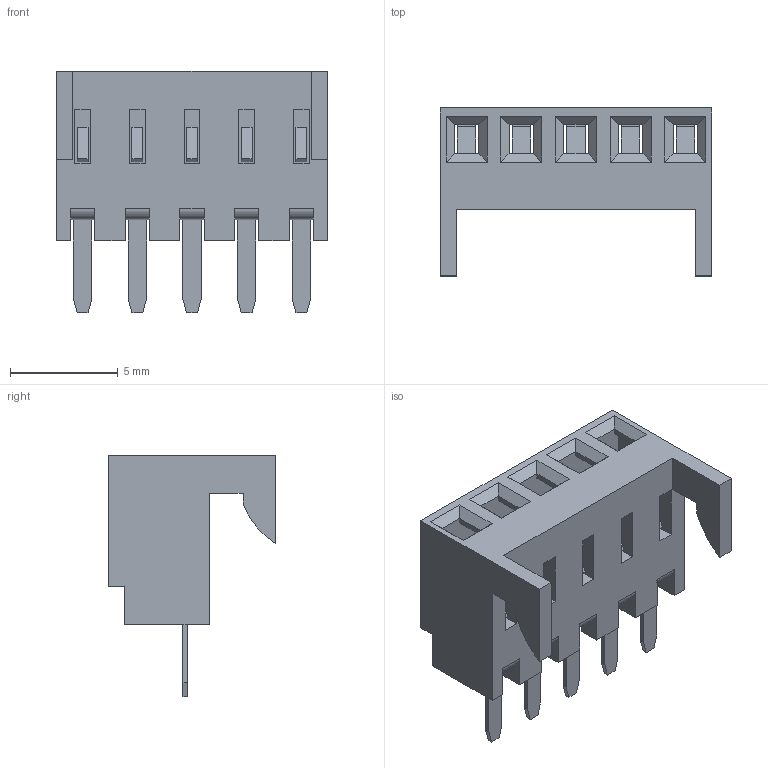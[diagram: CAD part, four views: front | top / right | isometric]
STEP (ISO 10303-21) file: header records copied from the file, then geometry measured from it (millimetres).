
FILE_DESCRIPTION((''),'2;1');
FILE_NAME('022022055','2014-10-13T',('me'),(''),'PRO/ENGINEER BY PARAMETRIC TECHNOLOGY CORPORATION, 2011490','PRO/ENGINEER BY PARAMETRIC TECHNOLOGY CORPORATION, 2011490','');
FILE_SCHEMA(('CONFIG_CONTROL_DESIGN'));
Length unit declared in the file: inch
Products named in the file (1): 022022055
Bounding box: 12.6 x 7.8 x 11.23 mm (x, y, z)
Volume: 205.4 mm3; surface area: 795.4 mm2
Topology: 1 solids, 1 shells, 231 faces, 650 edges, 426 vertices
Faces by surface type: plane 192, cylinder 39
Entity records: 7400 total; most frequent: CARTESIAN_POINT 1298, ORIENTED_EDGE 1280, DIRECTION 1202, EDGE_CURVE 640, VECTOR 562, LINE 562, VERTEX_POINT 416, AXIS2_PLACEMENT_3D 320
